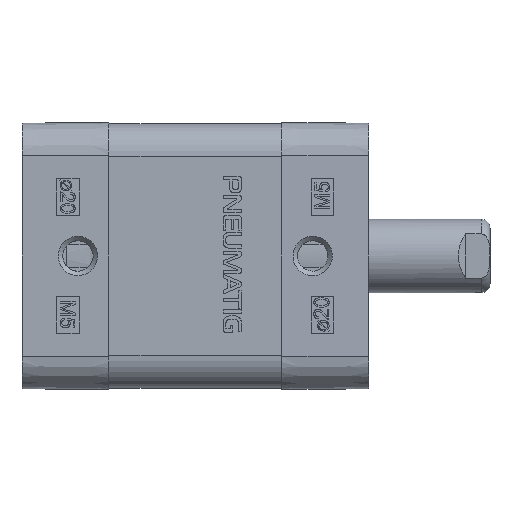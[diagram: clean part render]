
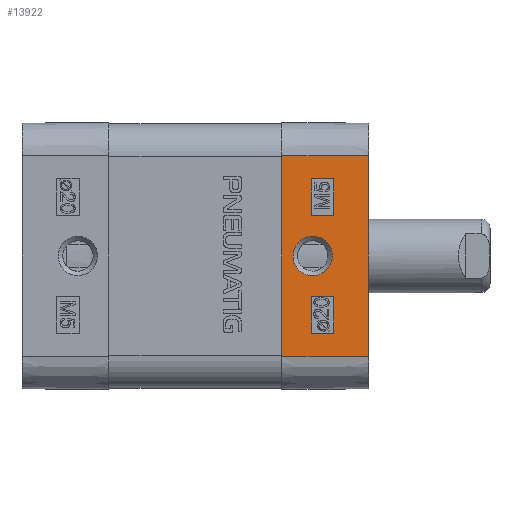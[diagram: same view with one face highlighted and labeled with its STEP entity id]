
A CAD part, left-side view. The second image highlights one B-rep face of the part: STEP entity #13922.
In plain terms, the highlighted planar face has unit normal (-1, -0.009, 0).
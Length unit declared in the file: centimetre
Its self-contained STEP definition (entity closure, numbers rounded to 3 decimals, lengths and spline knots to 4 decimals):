
#849=LINE($,#21898,#2067);
#852=LINE($,#21904,#2070);
#855=LINE($,#21910,#2073);
#858=LINE($,#21914,#2076);
#860=LINE($,#21920,#2078);
#862=LINE($,#21924,#2080);
#864=LINE($,#21928,#2082);
#866=LINE($,#21931,#2084);
#868=LINE($,#22018,#2086);
#869=LINE($,#22020,#2087);
#870=LINE($,#22022,#2088);
#871=LINE($,#22023,#2089);
#2067=VECTOR($,#16958,0.3);
#2070=VECTOR($,#16963,0.5);
#2073=VECTOR($,#16968,0.3);
#2076=VECTOR($,#16973,0.5);
#2078=VECTOR($,#16979,0.3);
#2080=VECTOR($,#16983,0.5);
#2082=VECTOR($,#16987,0.3);
#2084=VECTOR($,#16991,0.5);
#2086=VECTOR($,#16997,2.73);
#2087=VECTOR($,#16998,1.18);
#2088=VECTOR($,#16999,2.73);
#2089=VECTOR($,#17000,1.18);
#2898=PLANE($,#14858);
#3171=FACE_BOUND($,#4610,.T.);
#3172=FACE_BOUND($,#4611,.T.);
#3173=FACE_BOUND($,#4612,.T.);
#3714=FACE_OUTER_BOUND($,#4609,.T.);
#4609=EDGE_LOOP($,(#11372,#11373,#11374,#11375));
#4610=EDGE_LOOP($,(#11376,#11377,#11378,#11379));
#4611=EDGE_LOOP($,(#11380,#11381,#11382,#11383));
#4612=EDGE_LOOP($,(#11384));
#5594=B_SPLINE_CURVE_WITH_KNOTS($,3,(#21975,#21976,#21977,#21978,#21979,
#21980,#21981,#21982,#21983,#21984,#21985,#21986,#21987,#21988,#21989,#21990,
#21991,#21992,#21993,#21994,#21995,#21996,#21997,#21998,#21999,#22000,#22001,
#22002,#22003,#22004,#22005,#22006,#22007,#22008,#22009,#22010,#22011,#22012,
#22013,#22014),.UNSPECIFIED.,.T.,.F.,(4,3,3,3,3,3,3,3,3,3,3,3,3,4),(0.,
0.1199,0.3196,0.427,0.6557,
0.7375,0.9604,0.9847,1.1869,
1.3055,1.5235,1.6036,1.8423,1.9622),
 .UNSPECIFIED.);
#6565=VERTEX_POINT($,#21895);
#6566=VERTEX_POINT($,#21897);
#6568=VERTEX_POINT($,#21903);
#6570=VERTEX_POINT($,#21909);
#6571=VERTEX_POINT($,#21917);
#6572=VERTEX_POINT($,#21919);
#6573=VERTEX_POINT($,#21923);
#6574=VERTEX_POINT($,#21927);
#6575=VERTEX_POINT($,#21973);
#6576=VERTEX_POINT($,#22016);
#6577=VERTEX_POINT($,#22017);
#6578=VERTEX_POINT($,#22019);
#6579=VERTEX_POINT($,#22021);
#8279=EDGE_CURVE($,#6566,#6565,#849,.T.);
#8282=EDGE_CURVE($,#6568,#6566,#852,.T.);
#8285=EDGE_CURVE($,#6570,#6568,#855,.T.);
#8288=EDGE_CURVE($,#6565,#6570,#858,.T.);
#8290=EDGE_CURVE($,#6572,#6571,#860,.T.);
#8292=EDGE_CURVE($,#6573,#6572,#862,.T.);
#8294=EDGE_CURVE($,#6574,#6573,#864,.T.);
#8296=EDGE_CURVE($,#6571,#6574,#866,.T.);
#8298=EDGE_CURVE($,#6575,#6575,#5594,.T.);
#8299=EDGE_CURVE($,#6576,#6577,#868,.T.);
#8300=EDGE_CURVE($,#6578,#6577,#869,.T.);
#8301=EDGE_CURVE($,#6578,#6579,#870,.T.);
#8302=EDGE_CURVE($,#6579,#6576,#871,.T.);
#11372=ORIENTED_EDGE($,*,*,#8299,.T.);
#11373=ORIENTED_EDGE($,*,*,#8300,.F.);
#11374=ORIENTED_EDGE($,*,*,#8301,.T.);
#11375=ORIENTED_EDGE($,*,*,#8302,.T.);
#11376=ORIENTED_EDGE($,*,*,#8279,.T.);
#11377=ORIENTED_EDGE($,*,*,#8288,.T.);
#11378=ORIENTED_EDGE($,*,*,#8285,.T.);
#11379=ORIENTED_EDGE($,*,*,#8282,.T.);
#11380=ORIENTED_EDGE($,*,*,#8290,.T.);
#11381=ORIENTED_EDGE($,*,*,#8296,.T.);
#11382=ORIENTED_EDGE($,*,*,#8294,.T.);
#11383=ORIENTED_EDGE($,*,*,#8292,.T.);
#11384=ORIENTED_EDGE($,*,*,#8298,.F.);
#13922=ADVANCED_FACE($,(#3714,#3171,#3172,#3173),#2898,.T.);
#14858=AXIS2_PLACEMENT_3D($,#22015,#16995,#16996);
#16958=DIRECTION($,(-0.009,1.,0.));
#16963=DIRECTION($,(0.,0.,-1.));
#16968=DIRECTION($,(0.009,-1.,0.));
#16973=DIRECTION($,(0.,0.,1.));
#16979=DIRECTION($,(-0.009,1.,0.));
#16983=DIRECTION($,(0.,0.,-1.));
#16987=DIRECTION($,(0.009,-1.,0.));
#16991=DIRECTION($,(0.,0.,1.));
#16995=DIRECTION('center_axis',(-1.,-0.009,0.));
#16996=DIRECTION('ref_axis',(0.,0.,1.));
#16997=DIRECTION($,(0.,0.,1.));
#16998=DIRECTION($,(0.009,-1.,0.));
#16999=DIRECTION($,(0.,0.,-1.));
#17000=DIRECTION($,(0.009,-1.,0.));
#21895=CARTESIAN_POINT('',(-1.8115,-1.755,0.55));
#21897=CARTESIAN_POINT('',(-1.8088,-2.055,0.55));
#21898=CARTESIAN_POINT($,(-1.8088,-2.055,0.55));
#21903=CARTESIAN_POINT('',(-1.8088,-2.055,1.05));
#21904=CARTESIAN_POINT($,(-1.8088,-2.055,1.05));
#21909=CARTESIAN_POINT('',(-1.8115,-1.755,1.05));
#21910=CARTESIAN_POINT($,(-1.8115,-1.755,1.05));
#21914=CARTESIAN_POINT($,(-1.8115,-1.755,0.55));
#21917=CARTESIAN_POINT('',(-1.8115,-1.755,-1.05));
#21919=CARTESIAN_POINT('',(-1.8088,-2.055,-1.05));
#21920=CARTESIAN_POINT($,(-1.8088,-2.055,-1.05));
#21923=CARTESIAN_POINT('',(-1.8088,-2.055,-0.55));
#21924=CARTESIAN_POINT($,(-1.8088,-2.055,-0.55));
#21927=CARTESIAN_POINT('',(-1.8115,-1.755,-0.55));
#21928=CARTESIAN_POINT($,(-1.8115,-1.755,-0.55));
#21931=CARTESIAN_POINT($,(-1.8115,-1.755,-1.05));
#21973=CARTESIAN_POINT('',(-1.8137,-1.5031,0.0001));
#21975=CARTESIAN_POINT('Ctrl Pts',(-1.809,-2.0375,
0.0002));
#21976=CARTESIAN_POINT('Ctrl Pts',(-1.809,-2.0376,
0.0402));
#21977=CARTESIAN_POINT('Ctrl Pts',(-1.8091,-2.0285,
0.0812));
#21978=CARTESIAN_POINT('Ctrl Pts',(-1.8092,-2.0117,
0.1161));
#21979=CARTESIAN_POINT('Ctrl Pts',(-1.8095,-1.9837,0.1743));
#21980=CARTESIAN_POINT('Ctrl Pts',(-1.8098,-1.9469,
0.2063));
#21981=CARTESIAN_POINT('Ctrl Pts',(-1.8102,-1.9038,
0.2313));
#21982=CARTESIAN_POINT('Ctrl Pts',(-1.8104,-1.8807,0.2448));
#21983=CARTESIAN_POINT('Ctrl Pts',(-1.8106,-1.8557,
0.2548));
#21984=CARTESIAN_POINT('Ctrl Pts',(-1.8108,-1.8301,
0.2606));
#21985=CARTESIAN_POINT('Ctrl Pts',(-1.8113,-1.7755,
0.2731));
#21986=CARTESIAN_POINT('Ctrl Pts',(-1.8118,-1.7175,
0.2681));
#21987=CARTESIAN_POINT('Ctrl Pts',(-1.8123,-1.663,
0.2447));
#21988=CARTESIAN_POINT('Ctrl Pts',(-1.8124,-1.6435,
0.2363));
#21989=CARTESIAN_POINT('Ctrl Pts',(-1.8126,-1.6235,0.2251));
#21990=CARTESIAN_POINT('Ctrl Pts',(-1.8128,-1.6038,
0.2094));
#21991=CARTESIAN_POINT('Ctrl Pts',(-1.8133,-1.5501,
0.1666));
#21992=CARTESIAN_POINT('Ctrl Pts',(-1.8136,-1.5109,
0.0954));
#21993=CARTESIAN_POINT('Ctrl Pts',(-1.8137,-1.5042,0.0235));
#21994=CARTESIAN_POINT('Ctrl Pts',(-1.8137,-1.5035,
0.0156));
#21995=CARTESIAN_POINT('Ctrl Pts',(-1.8137,-1.5031,
0.0078));
#21996=CARTESIAN_POINT('Ctrl Pts',(-1.8137,-1.5031,0.0001));
#21997=CARTESIAN_POINT('Ctrl Pts',(-1.8137,-1.5031,
-0.0639));
#21998=CARTESIAN_POINT('Ctrl Pts',(-1.8135,-1.5217,-0.107));
#21999=CARTESIAN_POINT('Ctrl Pts',(-1.8133,-1.5476,
-0.1467));
#22000=CARTESIAN_POINT('Ctrl Pts',(-1.8131,-1.5627,
-0.17));
#22001=CARTESIAN_POINT('Ctrl Pts',(-1.813,-1.5814,
-0.1912));
#22002=CARTESIAN_POINT('Ctrl Pts',(-1.8128,-1.6038,
-0.2091));
#22003=CARTESIAN_POINT('Ctrl Pts',(-1.8124,-1.6451,
-0.2421));
#22004=CARTESIAN_POINT('Ctrl Pts',(-1.8119,-1.7018,
-0.2645));
#22005=CARTESIAN_POINT('Ctrl Pts',(-1.8114,-1.7606,
-0.2672));
#22006=CARTESIAN_POINT('Ctrl Pts',(-1.8112,-1.7821,-0.2682));
#22007=CARTESIAN_POINT('Ctrl Pts',(-1.811,-1.8053,
-0.2667));
#22008=CARTESIAN_POINT('Ctrl Pts',(-1.8108,-1.8301,
-0.2611));
#22009=CARTESIAN_POINT('Ctrl Pts',(-1.8102,-1.9038,
-0.2442));
#22010=CARTESIAN_POINT('Ctrl Pts',(-1.8095,-1.9765,
-0.1883));
#22011=CARTESIAN_POINT('Ctrl Pts',(-1.8092,-2.0113,
-0.116));
#22012=CARTESIAN_POINT('Ctrl Pts',(-1.8091,-2.0288,-0.0797));
#22013=CARTESIAN_POINT('Ctrl Pts',(-1.809,-2.0374,
-0.0398));
#22014=CARTESIAN_POINT('Ctrl Pts',(-1.809,-2.0375,
0.0002));
#22015=CARTESIAN_POINT('Origin',(-1.815,-1.35,-1.365));
#22016=CARTESIAN_POINT('',(-1.8047,-2.53,-1.365));
#22017=CARTESIAN_POINT('',(-1.8047,-2.53,1.365));
#22018=CARTESIAN_POINT($,(-1.8047,-2.53,-1.365));
#22019=CARTESIAN_POINT('',(-1.815,-1.35,1.365));
#22020=CARTESIAN_POINT($,(-1.815,-1.35,1.365));
#22021=CARTESIAN_POINT('',(-1.815,-1.35,-1.365));
#22022=CARTESIAN_POINT($,(-1.815,-1.35,1.365));
#22023=CARTESIAN_POINT($,(-1.815,-1.35,-1.365));
